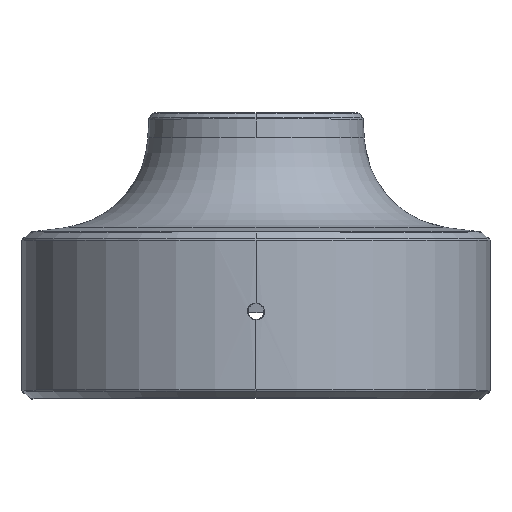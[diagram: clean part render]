
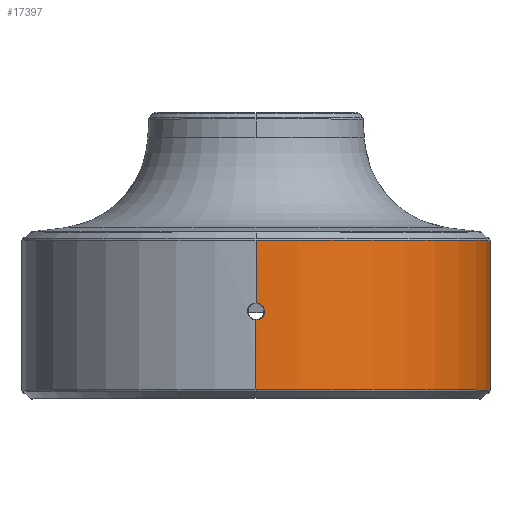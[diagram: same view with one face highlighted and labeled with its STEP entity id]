
A CAD part, top view. The second image highlights one B-rep face of the part: STEP entity #17397.
In plain terms, the highlighted cylindrical face has radius 22 mm (diameter 44 mm), a partial arc.
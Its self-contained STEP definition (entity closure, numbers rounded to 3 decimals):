
#74 = CIRCLE ( 'NONE', #4633, 22. ) ;
#674 = CARTESIAN_POINT ( 'NONE',  ( 0.804, 1.126, 44.985 ) ) ;
#776 = DIRECTION ( 'NONE',  ( 0., 0., 1. ) ) ;
#1042 = CARTESIAN_POINT ( 'NONE',  ( 0.723, 0.683, 44.988 ) ) ;
#1056 = CARTESIAN_POINT ( 'NONE',  ( 0., 7.757, 45. ) ) ;
#1204 = ORIENTED_EDGE ( 'NONE', *, *, #8587, .T. ) ;
#1370 = ORIENTED_EDGE ( 'NONE', *, *, #5698, .T. ) ;
#1761 = VECTOR ( 'NONE', #14937, 1000. ) ;
#1796 = CIRCLE ( 'NONE', #6375, 22. ) ;
#1843 = CARTESIAN_POINT ( 'NONE',  ( 0.723, 1.416, 44.988 ) ) ;
#1850 = VECTOR ( 'NONE', #5369, 1000. ) ;
#2106 = CARTESIAN_POINT ( 'NONE',  ( 0.168, 0.256, 44.999 ) ) ;
#2502 = EDGE_CURVE ( 'NONE', #3087, #4757, #1796, .T. ) ;
#2603 = ORIENTED_EDGE ( 'NONE', *, *, #10401, .F. ) ;
#2754 = DIRECTION ( 'NONE',  ( 0., 0., -1. ) ) ;
#3087 = VERTEX_POINT ( 'NONE', #5512 ) ;
#3197 = DIRECTION ( 'NONE',  ( 0., -1., 0. ) ) ;
#3223 = ORIENTED_EDGE ( 'NONE', *, *, #6371, .T. ) ;
#3850 = EDGE_CURVE ( 'NONE', #16909, #12573, #8593, .T. ) ;
#4466 = LINE ( 'NONE', #15513, #10197 ) ;
#4633 = AXIS2_PLACEMENT_3D ( 'NONE', #11817, #11726, #776 ) ;
#4757 = VERTEX_POINT ( 'NONE', #5961 ) ;
#4879 = CARTESIAN_POINT ( 'NONE',  ( 0.804, 0.973, 44.985 ) ) ;
#5369 = DIRECTION ( 'NONE',  ( 0., -1., 0. ) ) ;
#5512 = CARTESIAN_POINT ( 'NONE',  ( 0., -6.307, 45. ) ) ;
#5698 = EDGE_CURVE ( 'NONE', #11937, #3087, #4466, .T. ) ;
#5961 = CARTESIAN_POINT ( 'NONE',  ( 22., -6.307, 23. ) ) ;
#6135 = CARTESIAN_POINT ( 'NONE',  ( 0.804, 1.05, 44.985 ) ) ;
#6326 = VERTEX_POINT ( 'NONE', #8980 ) ;
#6371 = EDGE_CURVE ( 'NONE', #11017, #12573, #6902, .T. ) ;
#6375 = AXIS2_PLACEMENT_3D ( 'NONE', #13450, #10855, #2754 ) ;
#6554 = CARTESIAN_POINT ( 'NONE',  ( 0., 1.855, 45. ) ) ;
#6702 = EDGE_CURVE ( 'NONE', #11937, #16909, #9342, .T. ) ;
#6830 = ORIENTED_EDGE ( 'NONE', *, *, #2502, .T. ) ;
#6902 = LINE ( 'NONE', #17662, #1850 ) ;
#7320 = CARTESIAN_POINT ( 'NONE',  ( 0.076, 1.855, 45. ) ) ;
#7587 = CARTESIAN_POINT ( 'NONE',  ( 0.804, 1.05, 44.985 ) ) ;
#7864 = CARTESIAN_POINT ( 'NONE',  ( 0., 0.245, 45. ) ) ;
#8159 = FACE_OUTER_BOUND ( 'NONE', #11402, .T. ) ;
#8216 = LINE ( 'NONE', #13601, #1761 ) ;
#8586 = CARTESIAN_POINT ( 'NONE',  ( 0.168, 1.844, 44.999 ) ) ;
#8587 = EDGE_CURVE ( 'NONE', #6326, #11017, #74, .T. ) ;
#8593 = B_SPLINE_CURVE_WITH_KNOTS ( 'NONE', 3,
 ( #6135, #674, #13969, #1843, #14317, #16911, #15399, #8586, #7320, #15665 ),
 .UNSPECIFIED., .F., .F.,
 ( 4, 2, 2, 2, 4 ),
 ( 0., 0.063, 0.125, 0.188, 0.25 ),
 .UNSPECIFIED. ) ;
#8941 = CARTESIAN_POINT ( 'NONE',  ( 0.367, 0.326, 44.997 ) ) ;
#8980 = CARTESIAN_POINT ( 'NONE',  ( 22., 7.757, 23. ) ) ;
#9070 = CARTESIAN_POINT ( 'NONE',  ( 0., 0.245, 45. ) ) ;
#9120 = CARTESIAN_POINT ( 'NONE',  ( 0.474, 0.386, 44.995 ) ) ;
#9342 = B_SPLINE_CURVE_WITH_KNOTS ( 'NONE', 3,
 ( #7864, #14414, #2106, #8941, #9120, #13335, #1042, #11545, #4879, #7587 ),
 .UNSPECIFIED., .F., .F.,
 ( 4, 2, 2, 2, 4 ),
 ( 0.75, 0.813, 0.875, 0.938, 1. ),
 .UNSPECIFIED. ) ;
#9699 = ORIENTED_EDGE ( 'NONE', *, *, #6702, .F. ) ;
#10197 = VECTOR ( 'NONE', #15244, 1000. ) ;
#10401 = EDGE_CURVE ( 'NONE', #6326, #4757, #8216, .T. ) ;
#10855 = DIRECTION ( 'NONE',  ( 0., 1., 0. ) ) ;
#11017 = VERTEX_POINT ( 'NONE', #1056 ) ;
#11402 = EDGE_LOOP ( 'NONE', ( #1204, #3223, #13127, #9699, #1370, #6830, #2603 ) ) ;
#11545 = CARTESIAN_POINT ( 'NONE',  ( 0.793, 0.881, 44.986 ) ) ;
#11726 = DIRECTION ( 'NONE',  ( 0., -1., 0. ) ) ;
#11817 = CARTESIAN_POINT ( 'NONE',  ( 0., 7.757, 23. ) ) ;
#11937 = VERTEX_POINT ( 'NONE', #9070 ) ;
#12538 = DIRECTION ( 'NONE',  ( 0., 0., 1. ) ) ;
#12573 = VERTEX_POINT ( 'NONE', #6554 ) ;
#13127 = ORIENTED_EDGE ( 'NONE', *, *, #3850, .F. ) ;
#13335 = CARTESIAN_POINT ( 'NONE',  ( 0.663, 0.576, 44.99 ) ) ;
#13450 = CARTESIAN_POINT ( 'NONE',  ( 0., -6.307, 23. ) ) ;
#13601 = CARTESIAN_POINT ( 'NONE',  ( 22., 58.54, 23. ) ) ;
#13969 = CARTESIAN_POINT ( 'NONE',  ( 0.793, 1.218, 44.986 ) ) ;
#13986 = CARTESIAN_POINT ( 'NONE',  ( 0., 58.54, 23. ) ) ;
#14317 = CARTESIAN_POINT ( 'NONE',  ( 0.663, 1.524, 44.99 ) ) ;
#14414 = CARTESIAN_POINT ( 'NONE',  ( 0.077, 0.245, 45. ) ) ;
#14554 = CARTESIAN_POINT ( 'NONE',  ( 0.804, 1.05, 44.985 ) ) ;
#14937 = DIRECTION ( 'NONE',  ( 0., -1., 0. ) ) ;
#15244 = DIRECTION ( 'NONE',  ( 0., -1., 0. ) ) ;
#15399 = CARTESIAN_POINT ( 'NONE',  ( 0.367, 1.774, 44.997 ) ) ;
#15419 = CYLINDRICAL_SURFACE ( 'NONE', #16723, 22. ) ;
#15513 = CARTESIAN_POINT ( 'NONE',  ( 0., 58.54, 45. ) ) ;
#15665 = CARTESIAN_POINT ( 'NONE',  ( 0., 1.855, 45. ) ) ;
#16723 = AXIS2_PLACEMENT_3D ( 'NONE', #13986, #3197, #12538 ) ;
#16909 = VERTEX_POINT ( 'NONE', #14554 ) ;
#16911 = CARTESIAN_POINT ( 'NONE',  ( 0.474, 1.714, 44.995 ) ) ;
#17397 = ADVANCED_FACE ( 'NONE', ( #8159 ), #15419, .T. ) ;
#17662 = CARTESIAN_POINT ( 'NONE',  ( 0., 58.54, 45. ) ) ;
